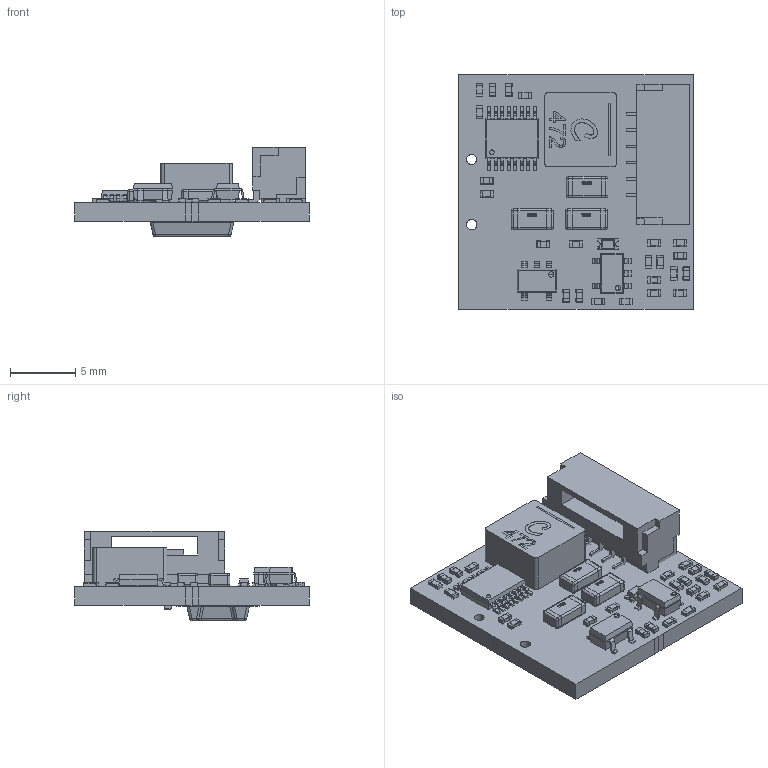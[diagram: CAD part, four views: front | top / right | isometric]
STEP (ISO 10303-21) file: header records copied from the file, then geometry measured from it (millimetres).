
FILE_DESCRIPTION(('Open CASCADE Model'),'2;1');
FILE_NAME('Open CASCADE Shape Model','2019-09-17T21:41:50',('Author'),( 'Open CASCADE'),'Open CASCADE STEP processor 6.8','Open CASCADE 6.8' ,'Unknown');
FILE_SCHEMA(('AUTOMOTIVE_DESIGN { 1 0 10303 214 1 1 1 1 }'));
Length unit declared in the file: millimetre
Products named in the file (48): PCB; Board; R7; User_Library-res0402-1; R6; R5; R4; R53; C9; User_Library-cap_0402; C8; C7; C6; C1000; C102; U2; User_Library-MSOP-16; C50; C80; C81; C82; C83; R50; R80; R81; R82; R83; R84; R85; R1000; Free-Models; User_Library-LED_0603_G; User_Library-LED_0603_G_Pocket002; User_Library-LED_0603_G_Pad004; User_Library-LED_0603_G_Fillet; User_Library-LED_0603_G_Pocket001; User_Library-LED_0603_G_Pad; User_Library-SOT-23-5; User_Library-SOT-23-5_pin_SOT_sot-23-6_1; User_Library-SOT-23-5_body_sot23-6_1 ...
Assembly tree (76 placements, depth 5):
  PCB
    Board
    R7
      User_Library-res0402-1
    R6
      User_Library-res0402-1
    R5
      User_Library-res0402-1
    R4
      User_Library-res0402-1
    R53
      User_Library-res0402-1
    C9
      User_Library-cap_0402
    C8
      User_Library-cap_0402
    C7
      User_Library-cap_0402
    C6
      User_Library-cap_0402
    C1000
      User_Library-cap_0402
    C102
      User_Library-res0402-1
    U2
      User_Library-MSOP-16
    C50
      User_Library-cap_0402
    C80
      User_Library-cap_0402
    C81
      User_Library-cap_0402
    C82
      User_Library-cap_0402
    C83
      User_Library-cap_0402
    R50
      User_Library-res0402-1
    R80
      User_Library-res0402-1
    R81
      User_Library-res0402-1
    R82
      User_Library-res0402-1
    R83
      User_Library-res0402-1
    R84
      User_Library-res0402-1
    R85
      User_Library-res0402-1
    R1000
      User_Library-res0402-1
    Free-Models
      User_Library-LED_0603_G
        User_Library-LED_0603_G_Pocket002
        User_Library-LED_0603_G_Pad004
        User_Library-LED_0603_G_Fillet
        User_Library-LED_0603_G_Pocket001
        User_Library-LED_0603_G_Pad
      User_Library-SOT-23-5  x2
Bounding box: 18 x 18 x 6.88 mm (x, y, z)
Volume: 746.7 mm3; surface area: 1624.9 mm2
Topology: 56 solids, 57 shells, 2271 faces, 5782 edges, 3570 vertices
Faces by surface type: plane 1474, cylinder 536, bspline 157, sphere 104
Full cylindrical faces by diameter (mm): 0.762 x1, 0.8 x1
Entity records: 45618 total; most frequent: CARTESIAN_POINT 10630, ORIENTED_EDGE 5694, DIRECTION 5340, EDGE_CURVE 2848, LINE 2166, VECTOR 2166, VERTEX_POINT 1839, AXIS2_PLACEMENT_3D 1587
